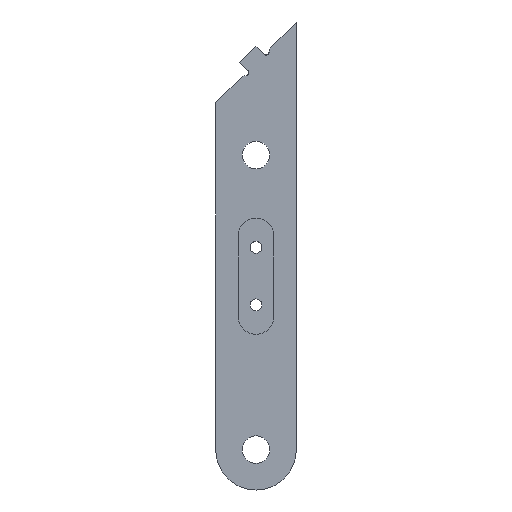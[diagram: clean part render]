
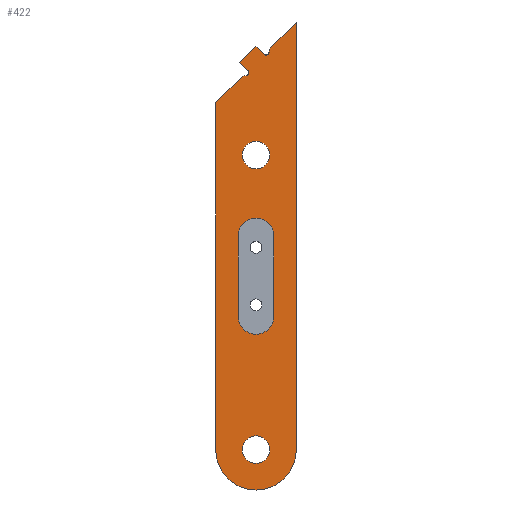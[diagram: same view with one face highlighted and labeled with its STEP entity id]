
A CAD part, left-side view. The second image highlights one B-rep face of the part: STEP entity #422.
In plain terms, the highlighted planar face has unit normal (-1, 0, 0).
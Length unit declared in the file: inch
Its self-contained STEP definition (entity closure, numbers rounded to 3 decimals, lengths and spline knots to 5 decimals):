
#15=FACE_BOUND('',#62,.T.);
#16=FACE_BOUND('',#63,.T.);
#17=FACE_BOUND('',#64,.T.);
#25=PLANE('',#461);
#38=FACE_OUTER_BOUND('',#61,.T.);
#61=EDGE_LOOP('',(#297,#298,#299,#300,#301,#302,#303,#304,#305,#306,#307,
#308));
#62=EDGE_LOOP('',(#309));
#63=EDGE_LOOP('',(#310));
#64=EDGE_LOOP('',(#311,#312,#313,#314));
#93=LINE('',#644,#131);
#96=LINE('',#652,#134);
#97=LINE('',#654,#135);
#98=LINE('',#656,#136);
#99=LINE('',#662,#137);
#100=LINE('',#664,#138);
#101=LINE('',#667,#139);
#102=LINE('',#676,#140);
#103=LINE('',#679,#141);
#131=VECTOR('',#514,0.3937);
#134=VECTOR('',#521,0.3937);
#135=VECTOR('',#522,0.3937);
#136=VECTOR('',#523,0.3937);
#137=VECTOR('',#528,0.3937);
#138=VECTOR('',#529,0.3937);
#139=VECTOR('',#532,0.3937);
#140=VECTOR('',#539,0.3937);
#141=VECTOR('',#542,0.3937);
#167=CIRCLE('',#458,0.20488);
#169=CIRCLE('',#462,0.0625);
#170=CIRCLE('',#463,0.0625);
#171=CIRCLE('',#464,0.20488);
#172=CIRCLE('',#465,0.875);
#173=CIRCLE('',#466,0.3);
#174=CIRCLE('',#467,0.3);
#175=CIRCLE('',#468,0.385);
#176=CIRCLE('',#469,0.385);
#189=VERTEX_POINT('',#634);
#190=VERTEX_POINT('',#635);
#193=VERTEX_POINT('',#643);
#195=VERTEX_POINT('',#649);
#196=VERTEX_POINT('',#651);
#197=VERTEX_POINT('',#653);
#198=VERTEX_POINT('',#655);
#199=VERTEX_POINT('',#657);
#200=VERTEX_POINT('',#659);
#201=VERTEX_POINT('',#661);
#202=VERTEX_POINT('',#663);
#203=VERTEX_POINT('',#665);
#204=VERTEX_POINT('',#668);
#205=VERTEX_POINT('',#670);
#206=VERTEX_POINT('',#672);
#207=VERTEX_POINT('',#673);
#208=VERTEX_POINT('',#675);
#209=VERTEX_POINT('',#677);
#229=EDGE_CURVE('',#189,#190,#167,.T.);
#233=EDGE_CURVE('',#190,#193,#93,.T.);
#236=EDGE_CURVE('',#189,#195,#169,.T.);
#237=EDGE_CURVE('',#195,#196,#96,.T.);
#238=EDGE_CURVE('',#196,#197,#97,.T.);
#239=EDGE_CURVE('',#198,#197,#98,.T.);
#240=EDGE_CURVE('',#198,#199,#170,.T.);
#241=EDGE_CURVE('',#200,#199,#171,.T.);
#242=EDGE_CURVE('',#201,#200,#99,.T.);
#243=EDGE_CURVE('',#202,#201,#100,.T.);
#244=EDGE_CURVE('',#203,#202,#172,.T.);
#245=EDGE_CURVE('',#193,#203,#101,.T.);
#246=EDGE_CURVE('',#204,#204,#173,.T.);
#247=EDGE_CURVE('',#205,#205,#174,.T.);
#248=EDGE_CURVE('',#206,#207,#175,.T.);
#249=EDGE_CURVE('',#207,#208,#102,.T.);
#250=EDGE_CURVE('',#208,#209,#176,.T.);
#251=EDGE_CURVE('',#209,#206,#103,.T.);
#297=ORIENTED_EDGE('',*,*,#229,.F.);
#298=ORIENTED_EDGE('',*,*,#236,.T.);
#299=ORIENTED_EDGE('',*,*,#237,.T.);
#300=ORIENTED_EDGE('',*,*,#238,.T.);
#301=ORIENTED_EDGE('',*,*,#239,.F.);
#302=ORIENTED_EDGE('',*,*,#240,.T.);
#303=ORIENTED_EDGE('',*,*,#241,.F.);
#304=ORIENTED_EDGE('',*,*,#242,.F.);
#305=ORIENTED_EDGE('',*,*,#243,.F.);
#306=ORIENTED_EDGE('',*,*,#244,.F.);
#307=ORIENTED_EDGE('',*,*,#245,.F.);
#308=ORIENTED_EDGE('',*,*,#233,.F.);
#309=ORIENTED_EDGE('',*,*,#246,.F.);
#310=ORIENTED_EDGE('',*,*,#247,.F.);
#311=ORIENTED_EDGE('',*,*,#248,.T.);
#312=ORIENTED_EDGE('',*,*,#249,.T.);
#313=ORIENTED_EDGE('',*,*,#250,.T.);
#314=ORIENTED_EDGE('',*,*,#251,.T.);
#422=ADVANCED_FACE('',(#38,#15,#16,#17),#25,.F.);
#458=AXIS2_PLACEMENT_3D('',#636,#506,#507);
#461=AXIS2_PLACEMENT_3D('',#648,#517,#518);
#462=AXIS2_PLACEMENT_3D('',#650,#519,#520);
#463=AXIS2_PLACEMENT_3D('',#658,#524,#525);
#464=AXIS2_PLACEMENT_3D('',#660,#526,#527);
#465=AXIS2_PLACEMENT_3D('',#666,#530,#531);
#466=AXIS2_PLACEMENT_3D('',#669,#533,#534);
#467=AXIS2_PLACEMENT_3D('',#671,#535,#536);
#468=AXIS2_PLACEMENT_3D('',#674,#537,#538);
#469=AXIS2_PLACEMENT_3D('',#678,#540,#541);
#506=DIRECTION('center_axis',(1.,0.,0.));
#507=DIRECTION('ref_axis',(0.,0.906,0.423));
#514=DIRECTION('',(0.,-0.707,0.707));
#517=DIRECTION('center_axis',(1.,0.,0.));
#518=DIRECTION('ref_axis',(0.,0.,-1.));
#519=DIRECTION('center_axis',(1.,0.,0.));
#520=DIRECTION('ref_axis',(0.,0.,1.));
#521=DIRECTION('',(0.,0.707,0.707));
#522=DIRECTION('',(0.,0.707,-0.707));
#523=DIRECTION('',(0.,0.707,0.707));
#524=DIRECTION('center_axis',(1.,0.,0.));
#525=DIRECTION('ref_axis',(0.,0.,1.));
#526=DIRECTION('center_axis',(1.,0.,0.));
#527=DIRECTION('ref_axis',(0.,0.423,0.906));
#528=DIRECTION('',(0.,-0.707,0.707));
#529=DIRECTION('',(0.,0.,1.));
#530=DIRECTION('center_axis',(1.,0.,0.));
#531=DIRECTION('ref_axis',(0.,-1.,0.));
#532=DIRECTION('',(0.,0.,-1.));
#533=DIRECTION('center_axis',(-1.,0.,0.));
#534=DIRECTION('ref_axis',(0.,0.,-1.));
#535=DIRECTION('center_axis',(-1.,0.,0.));
#536=DIRECTION('ref_axis',(0.,0.,-1.));
#537=DIRECTION('center_axis',(1.,0.,0.));
#538=DIRECTION('ref_axis',(0.,1.,0.));
#539=DIRECTION('',(0.,0.,1.));
#540=DIRECTION('center_axis',(1.,0.,0.));
#541=DIRECTION('ref_axis',(0.,-1.,0.));
#542=DIRECTION('',(0.,0.,-1.));
#634=CARTESIAN_POINT('',(2.,-0.28323,5.2905));
#635=CARTESIAN_POINT('',(2.,-0.34245,5.41745));
#636=CARTESIAN_POINT('Origin',(2.,-0.48732,5.27258));
#643=CARTESIAN_POINT('',(2.,-0.875,5.95));
#644=CARTESIAN_POINT('',(2.,-0.17677,5.25177));
#648=CARTESIAN_POINT('Origin',(2.,0.,0.875));
#649=CARTESIAN_POINT('',(2.,-0.17677,5.25177));
#650=CARTESIAN_POINT('Origin',(2.,-0.22097,5.29597));
#651=CARTESIAN_POINT('',(2.,0.,5.42855));
#652=CARTESIAN_POINT('',(2.,-0.17677,5.25177));
#653=CARTESIAN_POINT('',(2.,0.35356,5.075));
#654=CARTESIAN_POINT('',(2.,-0.69822,6.12678));
#655=CARTESIAN_POINT('',(2.,0.17678,4.89822));
#656=CARTESIAN_POINT('',(2.,0.17678,4.89822));
#657=CARTESIAN_POINT('',(2.,0.21551,4.79177));
#658=CARTESIAN_POINT('Origin',(2.,0.22097,4.85403));
#659=CARTESIAN_POINT('',(2.,0.34246,4.73254));
#660=CARTESIAN_POINT('Origin',(2.,0.19758,4.58767));
#661=CARTESIAN_POINT('',(2.,0.875,4.2));
#662=CARTESIAN_POINT('',(2.,0.875,4.2));
#663=CARTESIAN_POINT('',(2.,0.875,-3.325));
#664=CARTESIAN_POINT('',(2.,0.875,-3.325));
#665=CARTESIAN_POINT('',(2.,-0.875,-3.325));
#666=CARTESIAN_POINT('Origin',(2.,0.,-3.325));
#667=CARTESIAN_POINT('',(2.,-0.875,5.95));
#668=CARTESIAN_POINT('',(2.,0.,-3.025));
#669=CARTESIAN_POINT('Origin',(2.,0.,-3.325));
#670=CARTESIAN_POINT('',(2.,0.,3.365));
#671=CARTESIAN_POINT('Origin',(2.,0.,3.065));
#672=CARTESIAN_POINT('',(2.,-0.385,-0.4375));
#673=CARTESIAN_POINT('',(2.,0.385,-0.4375));
#674=CARTESIAN_POINT('Origin',(2.,0.,-0.4375));
#675=CARTESIAN_POINT('',(2.,0.385,1.3125));
#676=CARTESIAN_POINT('',(2.,0.385,0.21875));
#677=CARTESIAN_POINT('',(2.,-0.385,1.3125));
#678=CARTESIAN_POINT('Origin',(2.,0.,1.3125));
#679=CARTESIAN_POINT('',(2.,-0.385,1.09375));
